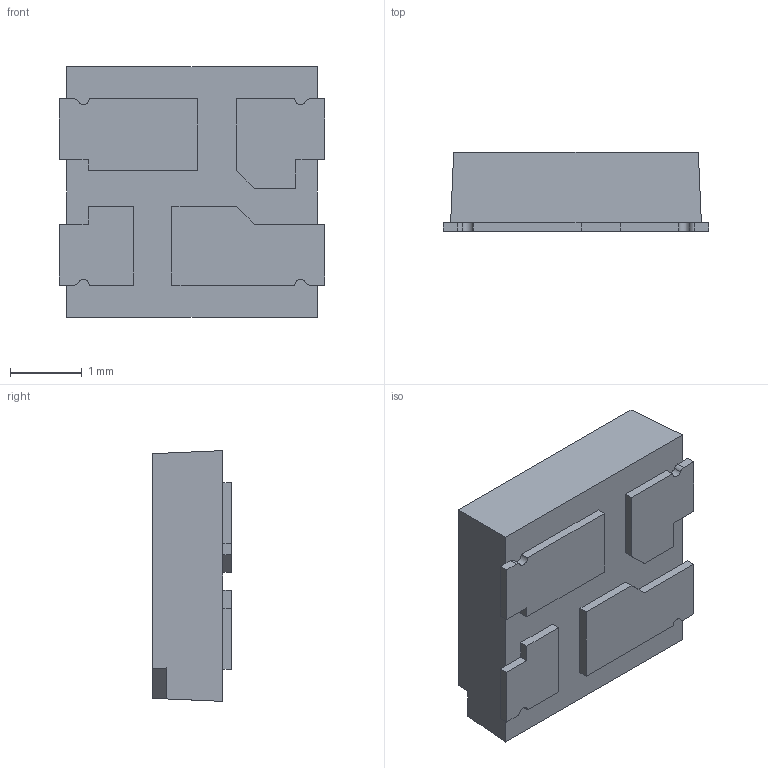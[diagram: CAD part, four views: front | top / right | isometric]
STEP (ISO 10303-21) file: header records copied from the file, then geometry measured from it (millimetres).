
FILE_DESCRIPTION(/* description */ (''),/* implementation_level */ '2;1');
FILE_NAME(/* name */ 'SK6812MINI-012.step',/* time_stamp */ '2024-01-05T01:50:31+03:00',/* author */ (''),/* organization */ (''),/* preprocessor_version */ 'ST-DEVELOPER v20',/* originating_system */ 'Autodesk Translation Framework v12.14.0.127',/* authorisation */ '');
FILE_SCHEMA (('AUTOMOTIVE_DESIGN { 1 0 10303 214 3 1 1 }'));
Length unit declared in the file: millimetre
Products named in the file (1): SK6812MINI-012
Bounding box: 3.7 x 1.1 x 3.5 mm (x, y, z)
Volume: 7.5 mm3; surface area: 58.6 mm2
Topology: 5 solids, 5 shells, 55 faces, 132 edges, 88 vertices
Faces by surface type: plane 46, cylinder 8, cone 1
Entity records: 1628 total; most frequent: CARTESIAN_POINT 276, ORIENTED_EDGE 264, DIRECTION 262, EDGE_CURVE 132, LINE 114, VECTOR 114, VERTEX_POINT 88, AXIS2_PLACEMENT_3D 74
